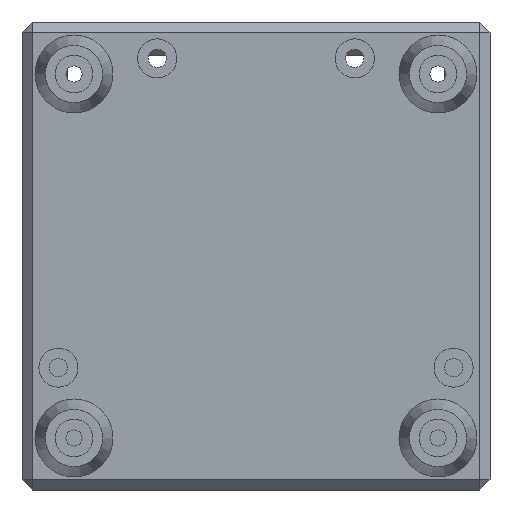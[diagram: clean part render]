
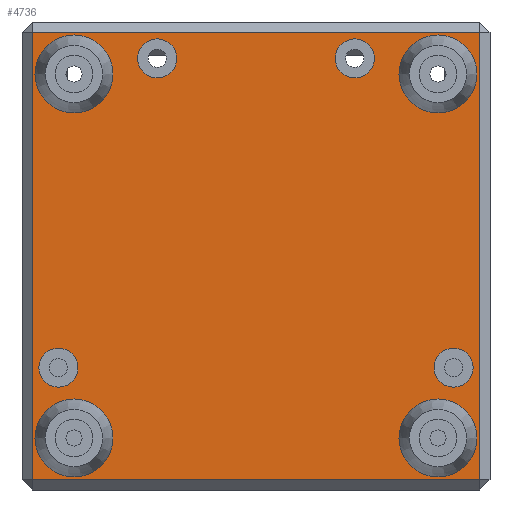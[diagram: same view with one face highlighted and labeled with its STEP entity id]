
A CAD part, front view. The second image highlights one B-rep face of the part: STEP entity #4736.
In plain terms, the highlighted planar face has unit normal (0, -1, 0).
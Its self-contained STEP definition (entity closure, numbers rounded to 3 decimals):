
#108=FACE_BOUND('',#637,.T.);
#109=FACE_BOUND('',#638,.T.);
#110=FACE_BOUND('',#639,.T.);
#111=FACE_BOUND('',#640,.T.);
#112=FACE_BOUND('',#641,.T.);
#113=FACE_BOUND('',#642,.T.);
#114=FACE_BOUND('',#643,.T.);
#115=FACE_BOUND('',#644,.T.);
#183=CIRCLE('',#5041,1.75);
#184=CIRCLE('',#5042,1.75);
#185=CIRCLE('',#5043,1.75);
#186=CIRCLE('',#5044,1.75);
#187=CIRCLE('',#5045,3.75);
#188=CIRCLE('',#5046,3.75);
#189=CIRCLE('',#5047,3.75);
#190=CIRCLE('',#5048,3.75);
#352=FACE_OUTER_BOUND('',#636,.T.);
#636=EDGE_LOOP('',(#3291,#3292,#3293,#3294));
#637=EDGE_LOOP('',(#3295));
#638=EDGE_LOOP('',(#3296));
#639=EDGE_LOOP('',(#3297));
#640=EDGE_LOOP('',(#3298));
#641=EDGE_LOOP('',(#3299));
#642=EDGE_LOOP('',(#3300));
#643=EDGE_LOOP('',(#3301));
#644=EDGE_LOOP('',(#3302));
#1013=LINE('',#6828,#1543);
#1021=LINE('',#6844,#1551);
#1023=LINE('',#6847,#1553);
#1025=LINE('',#6850,#1555);
#1543=VECTOR('',#5508,10.);
#1551=VECTOR('',#5522,10.);
#1553=VECTOR('',#5526,10.);
#1555=VECTOR('',#5530,10.);
#2056=VERTEX_POINT('',#6800);
#2057=VERTEX_POINT('',#6807);
#2060=VERTEX_POINT('',#6816);
#2065=VERTEX_POINT('',#6832);
#2079=VERTEX_POINT('',#6886);
#2080=VERTEX_POINT('',#6888);
#2081=VERTEX_POINT('',#6890);
#2082=VERTEX_POINT('',#6892);
#2083=VERTEX_POINT('',#6894);
#2084=VERTEX_POINT('',#6896);
#2085=VERTEX_POINT('',#6898);
#2086=VERTEX_POINT('',#6900);
#2526=EDGE_CURVE('',#2056,#2060,#1013,.T.);
#2534=EDGE_CURVE('',#2060,#2065,#1021,.T.);
#2536=EDGE_CURVE('',#2065,#2057,#1023,.T.);
#2538=EDGE_CURVE('',#2057,#2056,#1025,.T.);
#2556=EDGE_CURVE('',#2079,#2079,#183,.T.);
#2557=EDGE_CURVE('',#2080,#2080,#184,.T.);
#2558=EDGE_CURVE('',#2081,#2081,#185,.T.);
#2559=EDGE_CURVE('',#2082,#2082,#186,.T.);
#2560=EDGE_CURVE('',#2083,#2083,#187,.T.);
#2561=EDGE_CURVE('',#2084,#2084,#188,.T.);
#2562=EDGE_CURVE('',#2085,#2085,#189,.T.);
#2563=EDGE_CURVE('',#2086,#2086,#190,.T.);
#3291=ORIENTED_EDGE('',*,*,#2526,.F.);
#3292=ORIENTED_EDGE('',*,*,#2538,.F.);
#3293=ORIENTED_EDGE('',*,*,#2536,.F.);
#3294=ORIENTED_EDGE('',*,*,#2534,.F.);
#3295=ORIENTED_EDGE('',*,*,#2556,.T.);
#3296=ORIENTED_EDGE('',*,*,#2557,.T.);
#3297=ORIENTED_EDGE('',*,*,#2558,.T.);
#3298=ORIENTED_EDGE('',*,*,#2559,.T.);
#3299=ORIENTED_EDGE('',*,*,#2560,.T.);
#3300=ORIENTED_EDGE('',*,*,#2561,.T.);
#3301=ORIENTED_EDGE('',*,*,#2562,.T.);
#3302=ORIENTED_EDGE('',*,*,#2563,.T.);
#4527=PLANE('',#5040);
#4736=ADVANCED_FACE('',(#352,#108,#109,#110,#111,#112,#113,#114,#115),#4527,
 .T.);
#5040=AXIS2_PLACEMENT_3D('',#6885,#5562,#5563);
#5041=AXIS2_PLACEMENT_3D('',#6887,#5564,#5565);
#5042=AXIS2_PLACEMENT_3D('',#6889,#5566,#5567);
#5043=AXIS2_PLACEMENT_3D('',#6891,#5568,#5569);
#5044=AXIS2_PLACEMENT_3D('',#6893,#5570,#5571);
#5045=AXIS2_PLACEMENT_3D('',#6895,#5572,#5573);
#5046=AXIS2_PLACEMENT_3D('',#6897,#5574,#5575);
#5047=AXIS2_PLACEMENT_3D('',#6899,#5576,#5577);
#5048=AXIS2_PLACEMENT_3D('',#6901,#5578,#5579);
#5508=DIRECTION('',(0.,0.,1.));
#5522=DIRECTION('',(1.,0.,0.));
#5526=DIRECTION('',(0.,0.,-1.));
#5530=DIRECTION('',(-1.,0.,0.));
#5562=DIRECTION('center_axis',(0.,-1.,0.));
#5563=DIRECTION('ref_axis',(0.,0.,-1.));
#5564=DIRECTION('center_axis',(0.,1.,0.));
#5565=DIRECTION('ref_axis',(1.,0.,0.));
#5566=DIRECTION('center_axis',(0.,1.,0.));
#5567=DIRECTION('ref_axis',(1.,0.,0.));
#5568=DIRECTION('center_axis',(0.,1.,0.));
#5569=DIRECTION('ref_axis',(1.,0.,0.));
#5570=DIRECTION('center_axis',(0.,1.,0.));
#5571=DIRECTION('ref_axis',(1.,0.,0.));
#5572=DIRECTION('center_axis',(0.,1.,0.));
#5573=DIRECTION('ref_axis',(1.,0.,0.));
#5574=DIRECTION('center_axis',(0.,1.,0.));
#5575=DIRECTION('ref_axis',(1.,0.,0.));
#5576=DIRECTION('center_axis',(0.,1.,0.));
#5577=DIRECTION('ref_axis',(1.,0.,0.));
#5578=DIRECTION('center_axis',(0.,1.,0.));
#5579=DIRECTION('ref_axis',(1.,0.,0.));
#6800=CARTESIAN_POINT('',(-43.,-3.5,-45.5));
#6807=CARTESIAN_POINT('',(43.,-3.5,-45.5));
#6816=CARTESIAN_POINT('',(-43.,-3.5,40.5));
#6828=CARTESIAN_POINT('',(-43.,-3.5,20.));
#6832=CARTESIAN_POINT('',(43.,-3.5,40.5));
#6844=CARTESIAN_POINT('',(22.5,-3.5,40.5));
#6847=CARTESIAN_POINT('',(43.,-3.5,-25.));
#6850=CARTESIAN_POINT('',(-22.5,-3.5,-45.5));
#6885=CARTESIAN_POINT('Origin',(0.,-3.5,-2.5));
#6886=CARTESIAN_POINT('',(-36.75,-3.5,-37.5));
#6887=CARTESIAN_POINT('Origin',(-35.,-3.5,-37.5));
#6888=CARTESIAN_POINT('',(-36.75,-3.5,32.5));
#6889=CARTESIAN_POINT('Origin',(-35.,-3.5,32.5));
#6890=CARTESIAN_POINT('',(33.25,-3.5,-37.5));
#6891=CARTESIAN_POINT('Origin',(35.,-3.5,-37.5));
#6892=CARTESIAN_POINT('',(33.25,-3.5,32.5));
#6893=CARTESIAN_POINT('Origin',(35.,-3.5,32.5));
#6894=CARTESIAN_POINT('',(34.25,-3.5,-23.971));
#6895=CARTESIAN_POINT('Origin',(38.,-3.5,-23.971));
#6896=CARTESIAN_POINT('',(-22.75,-3.5,35.5));
#6897=CARTESIAN_POINT('Origin',(-19.,-3.5,35.5));
#6898=CARTESIAN_POINT('',(-41.75,-3.5,-23.971));
#6899=CARTESIAN_POINT('Origin',(-38.,-3.5,-23.971));
#6900=CARTESIAN_POINT('',(15.25,-3.5,35.5));
#6901=CARTESIAN_POINT('Origin',(19.,-3.5,35.5));
